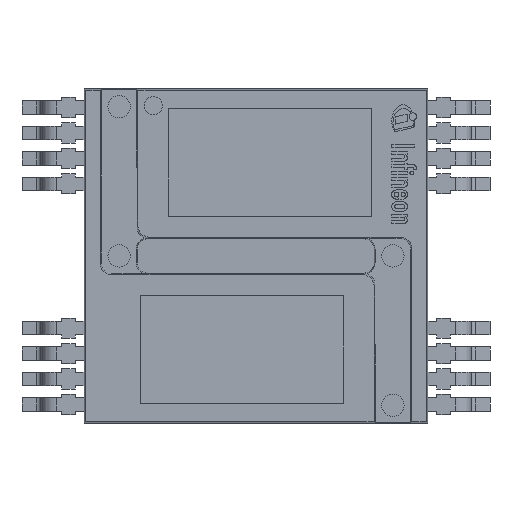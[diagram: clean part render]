
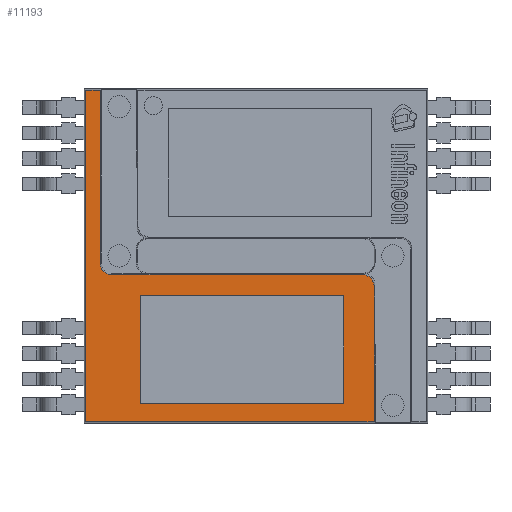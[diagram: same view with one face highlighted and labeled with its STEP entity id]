
A CAD part, top view. The second image highlights one B-rep face of the part: STEP entity #11193.
In plain terms, the highlighted planar face has unit normal (0, 0, 1).
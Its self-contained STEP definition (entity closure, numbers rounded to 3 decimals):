
#23=B_SPLINE_CURVE_WITH_KNOTS('',3,(#16684,#16685,#16686,#16687,#16688,
#16689,#16690,#16691,#16692,#16693,#16694,#16695,#16696,#16697,#16698,#16699,
#16700,#16701,#16702,#16703,#16704,#16705,#16706,#16707,#16708,#16709,#16710,
#16711,#16712,#16713,#16714,#16715,#16716,#16717,#16718,#16719,#16720,#16721,
#16722,#16723,#16724,#16725,#16726,#16727,#16728,#16729,#16730,#16731,#16732,
#16733,#16734,#16735,#16736,#16737,#16738,#16739,#16740,#16741,#16742,#16743,
#16744,#16745,#16746,#16747,#16748,#16749,#16750,#16751,#16752,#16753,#16754,
#16755,#16756,#16757,#16758,#16759,#16760,#16761,#16762,#16763,#16764,#16765,
#16766,#16767,#16768,#16769,#16770,#16771),.UNSPECIFIED.,.F.,.F.,(4,3,3,
3,3,3,3,3,3,3,3,3,3,3,3,3,3,3,3,3,3,3,3,3,3,3,3,3,3,4),(0.,
0.497,0.608,0.61,0.625,
0.639,0.65,0.652,0.661,
0.679,0.705,0.749,0.836,
1.012,1.363,1.372,1.392,1.403,
1.427,1.462,1.523,1.57,1.584,
1.61,1.635,1.69,1.771,1.931,
2.252,2.893),.UNSPECIFIED.);
#381=LINE('',#16658,#1608);
#391=LINE('',#16678,#1618);
#394=LINE('',#16682,#1621);
#1608=VECTOR('',#13148,1000.);
#1618=VECTOR('',#13162,1000.);
#1621=VECTOR('',#13167,1000.);
#2823=PLANE('',#11911);
#3259=FACE_OUTER_BOUND('',#3918,.T.);
#3918=EDGE_LOOP('',(#7971,#7972,#7973,#7974));
#5034=VERTEX_POINT('',#16655);
#5035=VERTEX_POINT('',#16657);
#5042=VERTEX_POINT('',#16675);
#5043=VERTEX_POINT('',#16677);
#6186=EDGE_CURVE('',#5035,#5034,#381,.T.);
#6196=EDGE_CURVE('',#5043,#5042,#391,.T.);
#6199=EDGE_CURVE('',#5042,#5035,#394,.T.);
#6200=EDGE_CURVE('',#5043,#5034,#23,.F.);
#7971=ORIENTED_EDGE('',*,*,#6200,.F.);
#7972=ORIENTED_EDGE('',*,*,#6196,.T.);
#7973=ORIENTED_EDGE('',*,*,#6199,.T.);
#7974=ORIENTED_EDGE('',*,*,#6186,.T.);
#11193=ADVANCED_FACE('',(#3259),#2823,.T.);
#11911=AXIS2_PLACEMENT_3D('',#16683,#13168,#13169);
#13148=DIRECTION('',(1.,0.,0.));
#13162=DIRECTION('',(-1.,0.,0.));
#13167=DIRECTION('',(0.,-1.,0.));
#13168=DIRECTION('center_axis',(0.,0.,1.));
#13169=DIRECTION('ref_axis',(0.,-1.,0.));
#16655=CARTESIAN_POINT('',(5.285,-7.423,2.48));
#16657=CARTESIAN_POINT('',(-7.623,-7.423,2.48));
#16658=CARTESIAN_POINT('',(7.7,-7.423,2.48));
#16675=CARTESIAN_POINT('',(-7.623,7.423,2.48));
#16677=CARTESIAN_POINT('',(-6.975,7.423,2.48));
#16678=CARTESIAN_POINT('',(7.7,7.423,2.48));
#16682=CARTESIAN_POINT('',(-7.623,7.5,2.48));
#16683=CARTESIAN_POINT('Origin',(0.,0.,2.48));
#16684=CARTESIAN_POINT('Ctrl Pts',(5.285,-7.423,2.48));
#16685=CARTESIAN_POINT('Ctrl Pts',(5.285,-5.765,2.48));
#16686=CARTESIAN_POINT('Ctrl Pts',(5.285,-4.108,2.48));
#16687=CARTESIAN_POINT('Ctrl Pts',(5.285,-2.45,2.48));
#16688=CARTESIAN_POINT('Ctrl Pts',(5.285,-2.082,2.48));
#16689=CARTESIAN_POINT('Ctrl Pts',(5.285,-1.713,2.48));
#16690=CARTESIAN_POINT('Ctrl Pts',(5.285,-1.345,2.48));
#16691=CARTESIAN_POINT('Ctrl Pts',(5.285,-1.339,2.48));
#16692=CARTESIAN_POINT('Ctrl Pts',(5.285,-1.332,2.48));
#16693=CARTESIAN_POINT('Ctrl Pts',(5.285,-1.326,2.48));
#16694=CARTESIAN_POINT('Ctrl Pts',(5.283,-1.273,2.48));
#16695=CARTESIAN_POINT('Ctrl Pts',(5.272,-1.215,2.48));
#16696=CARTESIAN_POINT('Ctrl Pts',(5.247,-1.154,2.48));
#16697=CARTESIAN_POINT('Ctrl Pts',(5.225,-1.1,2.48));
#16698=CARTESIAN_POINT('Ctrl Pts',(5.191,-1.044,2.48));
#16699=CARTESIAN_POINT('Ctrl Pts',(5.139,-0.992,
2.48));
#16700=CARTESIAN_POINT('Ctrl Pts',(5.098,-0.951,
2.48));
#16701=CARTESIAN_POINT('Ctrl Pts',(5.045,-0.911,2.48));
#16702=CARTESIAN_POINT('Ctrl Pts',(4.976,-0.883,
2.48));
#16703=CARTESIAN_POINT('Ctrl Pts',(4.963,-0.878,2.48));
#16704=CARTESIAN_POINT('Ctrl Pts',(4.95,-0.873,
2.48));
#16705=CARTESIAN_POINT('Ctrl Pts',(4.936,-0.868,
2.48));
#16706=CARTESIAN_POINT('Ctrl Pts',(4.881,-0.851,
2.48));
#16707=CARTESIAN_POINT('Ctrl Pts',(4.831,-0.845,2.48));
#16708=CARTESIAN_POINT('Ctrl Pts',(4.785,-0.845,
2.48));
#16709=CARTESIAN_POINT('Ctrl Pts',(4.689,-0.845,
2.48));
#16710=CARTESIAN_POINT('Ctrl Pts',(4.598,-0.845,
2.48));
#16711=CARTESIAN_POINT('Ctrl Pts',(4.505,-0.845,
2.48));
#16712=CARTESIAN_POINT('Ctrl Pts',(4.37,-0.845,
2.48));
#16713=CARTESIAN_POINT('Ctrl Pts',(4.236,-0.845,
2.48));
#16714=CARTESIAN_POINT('Ctrl Pts',(4.101,-0.845,
2.48));
#16715=CARTESIAN_POINT('Ctrl Pts',(3.873,-0.845,
2.48));
#16716=CARTESIAN_POINT('Ctrl Pts',(3.646,-0.845,
2.48));
#16717=CARTESIAN_POINT('Ctrl Pts',(3.418,-0.845,
2.48));
#16718=CARTESIAN_POINT('Ctrl Pts',(2.962,-0.845,
2.48));
#16719=CARTESIAN_POINT('Ctrl Pts',(2.507,-0.845,
2.48));
#16720=CARTESIAN_POINT('Ctrl Pts',(2.051,-0.845,
2.48));
#16721=CARTESIAN_POINT('Ctrl Pts',(1.14,-0.845,
2.48));
#16722=CARTESIAN_POINT('Ctrl Pts',(0.23,-0.845,
2.48));
#16723=CARTESIAN_POINT('Ctrl Pts',(-0.681,-0.845,
2.48));
#16724=CARTESIAN_POINT('Ctrl Pts',(-2.503,-0.845,
2.48));
#16725=CARTESIAN_POINT('Ctrl Pts',(-4.325,-0.845,
2.48));
#16726=CARTESIAN_POINT('Ctrl Pts',(-6.147,-0.845,
2.48));
#16727=CARTESIAN_POINT('Ctrl Pts',(-6.196,-0.845,
2.48));
#16728=CARTESIAN_POINT('Ctrl Pts',(-6.247,-0.845,
2.48));
#16729=CARTESIAN_POINT('Ctrl Pts',(-6.293,-0.845,
2.48));
#16730=CARTESIAN_POINT('Ctrl Pts',(-6.387,-0.845,
2.48));
#16731=CARTESIAN_POINT('Ctrl Pts',(-6.441,-0.845,
2.48));
#16732=CARTESIAN_POINT('Ctrl Pts',(-6.475,-0.845,
2.48));
#16733=CARTESIAN_POINT('Ctrl Pts',(-6.494,-0.845,
2.48));
#16734=CARTESIAN_POINT('Ctrl Pts',(-6.507,-0.844,
2.48));
#16735=CARTESIAN_POINT('Ctrl Pts',(-6.518,-0.843,
2.48));
#16736=CARTESIAN_POINT('Ctrl Pts',(-6.54,-0.841,
2.48));
#16737=CARTESIAN_POINT('Ctrl Pts',(-6.557,-0.839,
2.48));
#16738=CARTESIAN_POINT('Ctrl Pts',(-6.576,-0.835,
2.48));
#16739=CARTESIAN_POINT('Ctrl Pts',(-6.605,-0.829,
2.48));
#16740=CARTESIAN_POINT('Ctrl Pts',(-6.635,-0.82,
2.48));
#16741=CARTESIAN_POINT('Ctrl Pts',(-6.666,-0.807,
2.48));
#16742=CARTESIAN_POINT('Ctrl Pts',(-6.72,-0.785,
2.48));
#16743=CARTESIAN_POINT('Ctrl Pts',(-6.775,-0.752,
2.48));
#16744=CARTESIAN_POINT('Ctrl Pts',(-6.828,-0.699,
2.48));
#16745=CARTESIAN_POINT('Ctrl Pts',(-6.869,-0.658,
2.48));
#16746=CARTESIAN_POINT('Ctrl Pts',(-6.908,-0.607,
2.48));
#16747=CARTESIAN_POINT('Ctrl Pts',(-6.937,-0.537,
2.48));
#16748=CARTESIAN_POINT('Ctrl Pts',(-6.946,-0.516,
2.48));
#16749=CARTESIAN_POINT('Ctrl Pts',(-6.953,-0.492,2.48));
#16750=CARTESIAN_POINT('Ctrl Pts',(-6.959,-0.469,
2.48));
#16751=CARTESIAN_POINT('Ctrl Pts',(-6.97,-0.426,
2.48));
#16752=CARTESIAN_POINT('Ctrl Pts',(-6.975,-0.389,2.48));
#16753=CARTESIAN_POINT('Ctrl Pts',(-6.975,-0.345,2.48));
#16754=CARTESIAN_POINT('Ctrl Pts',(-6.975,-0.303,2.48));
#16755=CARTESIAN_POINT('Ctrl Pts',(-6.975,-0.252,2.48));
#16756=CARTESIAN_POINT('Ctrl Pts',(-6.975,-0.202,2.48));
#16757=CARTESIAN_POINT('Ctrl Pts',(-6.975,-0.09,2.48));
#16758=CARTESIAN_POINT('Ctrl Pts',(-6.975,0.023,2.48));
#16759=CARTESIAN_POINT('Ctrl Pts',(-6.975,0.135,2.48));
#16760=CARTESIAN_POINT('Ctrl Pts',(-6.975,0.297,2.48));
#16761=CARTESIAN_POINT('Ctrl Pts',(-6.975,0.459,2.48));
#16762=CARTESIAN_POINT('Ctrl Pts',(-6.975,0.621,2.48));
#16763=CARTESIAN_POINT('Ctrl Pts',(-6.975,0.945,2.48));
#16764=CARTESIAN_POINT('Ctrl Pts',(-6.975,1.269,2.48));
#16765=CARTESIAN_POINT('Ctrl Pts',(-6.975,1.593,2.48));
#16766=CARTESIAN_POINT('Ctrl Pts',(-6.975,2.241,2.48));
#16767=CARTESIAN_POINT('Ctrl Pts',(-6.975,2.888,2.48));
#16768=CARTESIAN_POINT('Ctrl Pts',(-6.975,3.536,2.48));
#16769=CARTESIAN_POINT('Ctrl Pts',(-6.975,4.832,2.48));
#16770=CARTESIAN_POINT('Ctrl Pts',(-6.975,6.127,2.48));
#16771=CARTESIAN_POINT('Ctrl Pts',(-6.975,7.423,2.48));
